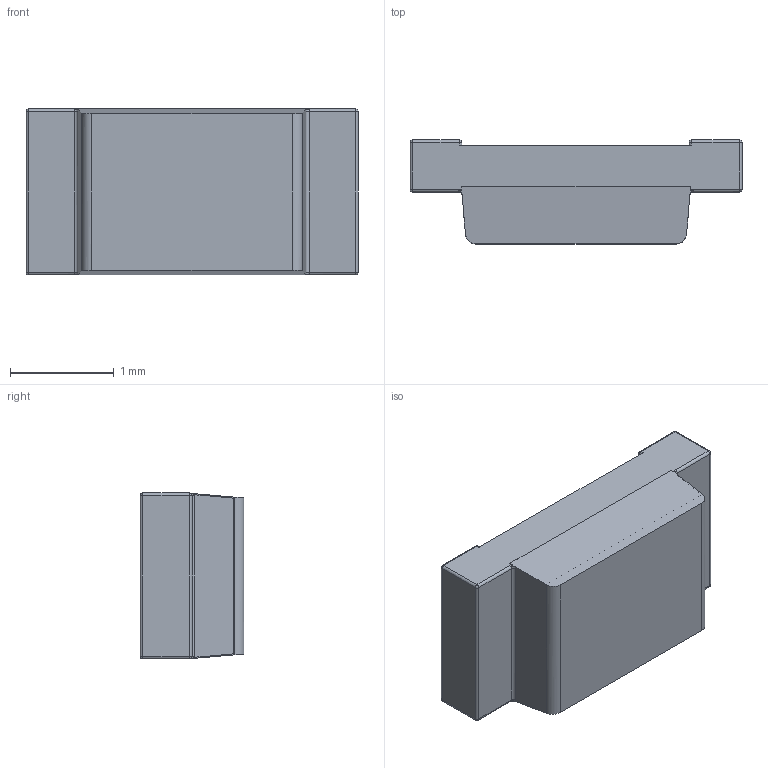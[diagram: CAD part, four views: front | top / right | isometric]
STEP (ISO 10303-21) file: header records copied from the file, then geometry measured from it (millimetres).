
FILE_DESCRIPTION (( 'STEP AP214' ), '1' );
FILE_NAME ('User Library-kp-3216p3c.STEP', '2018-04-02T22:37:34', ( '' ), ( '' ), 'SwSTEP 2.0', 'SolidWorks 2018', '' );
FILE_SCHEMA (( 'AUTOMOTIVE_DESIGN' ));
Length unit declared in the file: millimetre
Products named in the file (1): User Library-kp-3216p3c
Bounding box: 3.2 x 1 x 1.6 mm (x, y, z)
Volume: 2.6 mm3; surface area: 28.6 mm2
Topology: 1 solids, 2 shells, 107 faces, 272 edges, 156 vertices
Faces by surface type: plane 50, cylinder 40, bspline 17
Entity records: 4544 total; most frequent: CARTESIAN_POINT 943, ORIENTED_EDGE 516, DIRECTION 471, EDGE_CURVE 258, VECTOR 169, LINE 169, VERTEX_POINT 156, AXIS2_PLACEMENT_3D 151
